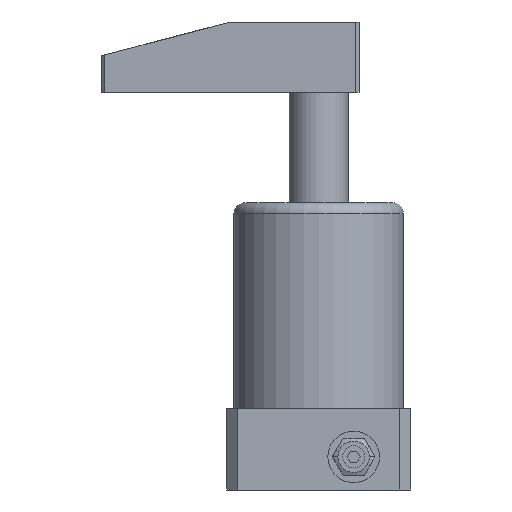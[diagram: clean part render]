
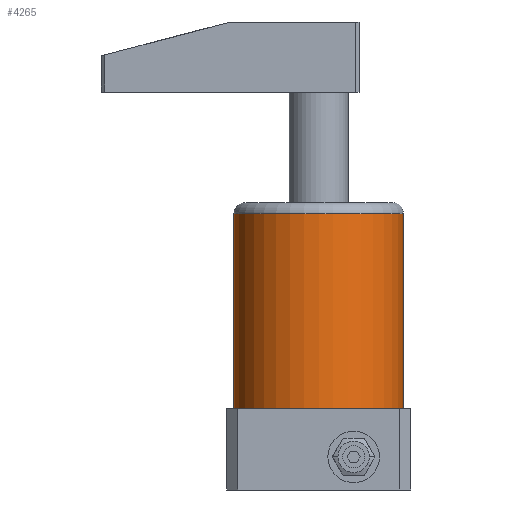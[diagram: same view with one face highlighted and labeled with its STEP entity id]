
A CAD part, front view. The second image highlights one B-rep face of the part: STEP entity #4265.
In plain terms, the highlighted cylindrical face has radius 23 mm (diameter 46 mm), a partial arc.
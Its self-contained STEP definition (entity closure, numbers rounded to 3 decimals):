
#265 = CARTESIAN_POINT ( 'NONE',  ( 23., 0., 78. ) ) ;
#266 = DIRECTION ( 'NONE',  ( 0., 0., -1. ) ) ;
#271 = DIRECTION ( 'NONE',  ( 0., 0., -1. ) ) ;
#277 = CARTESIAN_POINT ( 'NONE',  ( -23., 0., 78. ) ) ;
#356 = EDGE_CURVE ( 'NONE', #1553, #2826, #5352, .T. ) ;
#1553 = VERTEX_POINT ( 'NONE', #4963 ) ;
#1655 = EDGE_CURVE ( 'NONE', #2817, #2850, #5329, .T. ) ;
#1688 = VECTOR ( 'NONE', #266, 1000. ) ;
#1690 = LINE ( 'NONE', #277, #1688 ) ;
#1691 = VECTOR ( 'NONE', #271, 1000. ) ;
#1695 = LINE ( 'NONE', #265, #1691 ) ;
#1882 = ORIENTED_EDGE ( 'NONE', *, *, #5671, .F. ) ;
#1985 = ORIENTED_EDGE ( 'NONE', *, *, #5673, .T. ) ;
#1995 = ORIENTED_EDGE ( 'NONE', *, *, #1655, .T. ) ;
#2230 = EDGE_LOOP ( 'NONE', ( #1882, #4028, #1985, #1995 ) ) ;
#2817 = VERTEX_POINT ( 'NONE', #3170 ) ;
#2826 = VERTEX_POINT ( 'NONE', #3130 ) ;
#2850 = VERTEX_POINT ( 'NONE', #3076 ) ;
#3076 = CARTESIAN_POINT ( 'NONE',  ( 23., 0., 22. ) ) ;
#3130 = CARTESIAN_POINT ( 'NONE',  ( -23., 0., 75. ) ) ;
#3170 = CARTESIAN_POINT ( 'NONE',  ( -23., 0., 22. ) ) ;
#3230 = AXIS2_PLACEMENT_3D ( 'NONE', #5499, #5500, #5506 ) ;
#4028 = ORIENTED_EDGE ( 'NONE', *, *, #356, .T. ) ;
#4265 = ADVANCED_FACE ( 'NONE', ( #6434 ), #6422, .T. ) ;
#4946 = DIRECTION ( 'NONE',  ( -1., 0., 0. ) ) ;
#4947 = DIRECTION ( 'NONE',  ( 0., 0., 1. ) ) ;
#4948 = CARTESIAN_POINT ( 'NONE',  ( 0., 0., 22. ) ) ;
#4963 = CARTESIAN_POINT ( 'NONE',  ( 23., 0., 75. ) ) ;
#5329 = CIRCLE ( 'NONE', #6395, 23. ) ;
#5352 = CIRCLE ( 'NONE', #6389, 23. ) ;
#5499 = CARTESIAN_POINT ( 'NONE',  ( 0., 0., 78. ) ) ;
#5500 = DIRECTION ( 'NONE',  ( 0., 0., -1. ) ) ;
#5506 = DIRECTION ( 'NONE',  ( -1., 0., 0. ) ) ;
#5671 = EDGE_CURVE ( 'NONE', #1553, #2850, #1695, .T. ) ;
#5673 = EDGE_CURVE ( 'NONE', #2826, #2817, #1690, .T. ) ;
#6389 = AXIS2_PLACEMENT_3D ( 'NONE', #6532, #6531, #6530 ) ;
#6395 = AXIS2_PLACEMENT_3D ( 'NONE', #4948, #4947, #4946 ) ;
#6422 = CYLINDRICAL_SURFACE ( 'NONE', #3230, 23. ) ;
#6434 = FACE_OUTER_BOUND ( 'NONE', #2230, .T. ) ;
#6530 = DIRECTION ( 'NONE',  ( 1., 0., 0. ) ) ;
#6531 = DIRECTION ( 'NONE',  ( 0., 0., -1. ) ) ;
#6532 = CARTESIAN_POINT ( 'NONE',  ( 0., 0., 75. ) ) ;
